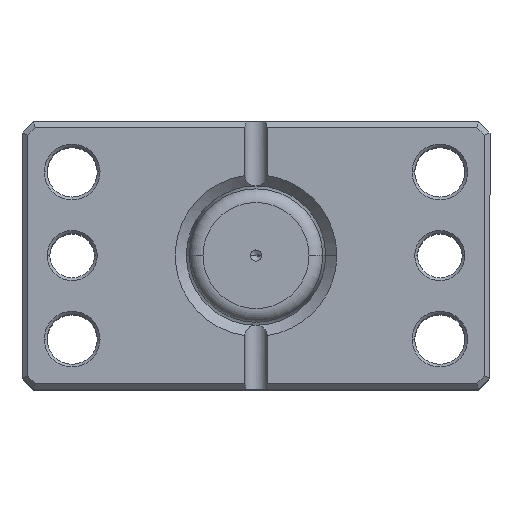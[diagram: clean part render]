
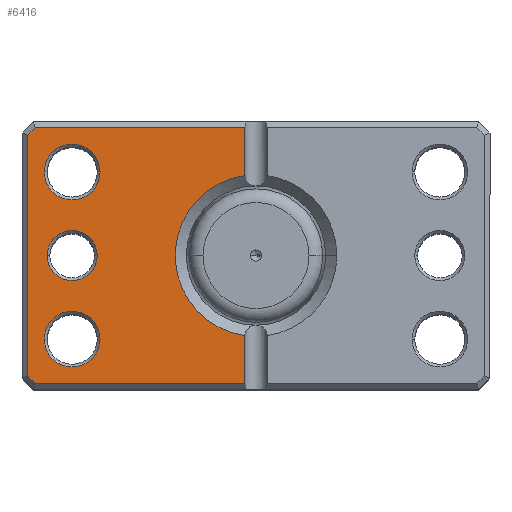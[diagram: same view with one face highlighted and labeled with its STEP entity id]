
A CAD part, top view. The second image highlights one B-rep face of the part: STEP entity #6416.
In plain terms, the highlighted face is planar.
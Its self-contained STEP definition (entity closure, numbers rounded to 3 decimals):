
#69 = EDGE_CURVE ( 'NONE', #4691, #1826, #1106, .T. ) ;
#104 = LINE ( 'NONE', #5644, #3935 ) ;
#129 = CARTESIAN_POINT ( 'NONE',  ( 28., 15., 0. ) ) ;
#254 = CARTESIAN_POINT ( 'NONE',  ( 37.5, 0., 0. ) ) ;
#361 = CARTESIAN_POINT ( 'NONE',  ( 41., 21.586, 0. ) ) ;
#397 = LINE ( 'NONE', #2432, #1799 ) ;
#402 = DIRECTION ( 'NONE',  ( 1., 0., 0. ) ) ;
#449 = VERTEX_POINT ( 'NONE', #6652 ) ;
#491 = ORIENTED_EDGE ( 'NONE', *, *, #5040, .T. ) ;
#538 = EDGE_CURVE ( 'NONE', #548, #449, #599, .T. ) ;
#548 = VERTEX_POINT ( 'NONE', #4995 ) ;
#599 = LINE ( 'NONE', #3669, #4595 ) ;
#725 = FACE_BOUND ( 'NONE', #3728, .T. ) ;
#816 = DIRECTION ( 'NONE',  ( 1., 0., 0. ) ) ;
#827 = ORIENTED_EDGE ( 'NONE', *, *, #3147, .T. ) ;
#858 = DIRECTION ( 'NONE',  ( 0.707, -0.707, 0. ) ) ;
#1026 = AXIS2_PLACEMENT_3D ( 'NONE', #3245, #6512, #2254 ) ;
#1106 = CIRCLE ( 'NONE', #1026, 5. ) ;
#1125 = CIRCLE ( 'NONE', #2713, 5. ) ;
#1299 = VERTEX_POINT ( 'NONE', #2762 ) ;
#1391 = DIRECTION ( 'NONE',  ( 0., 0., 1. ) ) ;
#1422 = CARTESIAN_POINT ( 'NONE',  ( 31.293, 31.293, 0. ) ) ;
#1463 = LINE ( 'NONE', #6261, #2984 ) ;
#1666 = EDGE_CURVE ( 'NONE', #3006, #1299, #1463, .T. ) ;
#1725 = EDGE_LOOP ( 'NONE', ( #5263, #6854, #4321, #491, #827, #6611, #5346, #4255 ) ) ;
#1781 = EDGE_CURVE ( 'NONE', #2480, #2991, #3553, .T. ) ;
#1799 = VECTOR ( 'NONE', #2929, 1000. ) ;
#1826 = VERTEX_POINT ( 'NONE', #129 ) ;
#1841 = DIRECTION ( 'NONE',  ( -1., 0., 0. ) ) ;
#1846 = LINE ( 'NONE', #4022, #2738 ) ;
#1890 = VERTEX_POINT ( 'NONE', #361 ) ;
#1956 = DIRECTION ( 'NONE',  ( 0., -1., 0. ) ) ;
#2110 = DIRECTION ( 'NONE',  ( 0., 0., 1. ) ) ;
#2254 = DIRECTION ( 'NONE',  ( 1., 0., 0. ) ) ;
#2300 = ORIENTED_EDGE ( 'NONE', *, *, #69, .T. ) ;
#2327 = EDGE_CURVE ( 'NONE', #2991, #2480, #1125, .T. ) ;
#2432 = CARTESIAN_POINT ( 'NONE',  ( 31.293, -31.293, 0. ) ) ;
#2438 = CARTESIAN_POINT ( 'NONE',  ( 33., 15., 0. ) ) ;
#2480 = VERTEX_POINT ( 'NONE', #2904 ) ;
#2553 = DIRECTION ( 'NONE',  ( 0., 0., 1. ) ) ;
#2616 = CARTESIAN_POINT ( 'NONE',  ( 33., -15., 0. ) ) ;
#2713 = AXIS2_PLACEMENT_3D ( 'NONE', #4493, #1391, #5032 ) ;
#2718 = CIRCLE ( 'NONE', #5703, 14.5 ) ;
#2738 = VECTOR ( 'NONE', #6342, 1000. ) ;
#2747 = EDGE_CURVE ( 'NONE', #449, #4314, #1846, .T. ) ;
#2762 = CARTESIAN_POINT ( 'NONE',  ( 2., 23., 0. ) ) ;
#2904 = CARTESIAN_POINT ( 'NONE',  ( 38., -15., 0. ) ) ;
#2929 = DIRECTION ( 'NONE',  ( -0.707, -0.707, 0. ) ) ;
#2936 = DIRECTION ( 'NONE',  ( 1., 0., 0. ) ) ;
#2955 = CARTESIAN_POINT ( 'NONE',  ( 41., 0., 0. ) ) ;
#2984 = VECTOR ( 'NONE', #4124, 1000. ) ;
#2991 = VERTEX_POINT ( 'NONE', #6530 ) ;
#3002 = VERTEX_POINT ( 'NONE', #4387 ) ;
#3006 = VERTEX_POINT ( 'NONE', #5469 ) ;
#3147 = EDGE_CURVE ( 'NONE', #3002, #1890, #6054, .T. ) ;
#3245 = CARTESIAN_POINT ( 'NONE',  ( 33., 15., 0. ) ) ;
#3341 = FACE_OUTER_BOUND ( 'NONE', #1725, .T. ) ;
#3350 = ORIENTED_EDGE ( 'NONE', *, *, #3772, .T. ) ;
#3409 = CARTESIAN_POINT ( 'NONE',  ( 0., 0., 0. ) ) ;
#3435 = CIRCLE ( 'NONE', #6057, 5. ) ;
#3507 = AXIS2_PLACEMENT_3D ( 'NONE', #5256, #2110, #5801 ) ;
#3529 = DIRECTION ( 'NONE',  ( 0., 0., 1. ) ) ;
#3553 = CIRCLE ( 'NONE', #6676, 5. ) ;
#3609 = VECTOR ( 'NONE', #1956, 1000. ) ;
#3669 = CARTESIAN_POINT ( 'NONE',  ( 0., -23., 0. ) ) ;
#3728 = EDGE_LOOP ( 'NONE', ( #6443, #5337 ) ) ;
#3772 = EDGE_CURVE ( 'NONE', #1826, #4691, #3435, .T. ) ;
#3928 = DIRECTION ( 'NONE',  ( 0., 0., 1. ) ) ;
#3935 = VECTOR ( 'NONE', #6731, 1000. ) ;
#4022 = CARTESIAN_POINT ( 'NONE',  ( 2., 24., 0. ) ) ;
#4065 = EDGE_CURVE ( 'NONE', #1890, #4349, #5025, .T. ) ;
#4108 = EDGE_LOOP ( 'NONE', ( #4249, #4406 ) ) ;
#4124 = DIRECTION ( 'NONE',  ( 0., 1., 0. ) ) ;
#4249 = ORIENTED_EDGE ( 'NONE', *, *, #2327, .T. ) ;
#4255 = ORIENTED_EDGE ( 'NONE', *, *, #538, .T. ) ;
#4314 = VERTEX_POINT ( 'NONE', #6398 ) ;
#4321 = ORIENTED_EDGE ( 'NONE', *, *, #1666, .T. ) ;
#4349 = VERTEX_POINT ( 'NONE', #5898 ) ;
#4387 = CARTESIAN_POINT ( 'NONE',  ( 39.586, 23., 0. ) ) ;
#4406 = ORIENTED_EDGE ( 'NONE', *, *, #1781, .T. ) ;
#4437 = AXIS2_PLACEMENT_3D ( 'NONE', #3409, #3928, #816 ) ;
#4493 = CARTESIAN_POINT ( 'NONE',  ( 33., -15., 0. ) ) ;
#4579 = CIRCLE ( 'NONE', #6166, 4.5 ) ;
#4595 = VECTOR ( 'NONE', #1841, 1000. ) ;
#4610 = VECTOR ( 'NONE', #858, 1000. ) ;
#4691 = VERTEX_POINT ( 'NONE', #5340 ) ;
#4754 = FACE_BOUND ( 'NONE', #4108, .T. ) ;
#4995 = CARTESIAN_POINT ( 'NONE',  ( 39.586, -23., 0. ) ) ;
#4998 = CIRCLE ( 'NONE', #3507, 4.5 ) ;
#5011 = CARTESIAN_POINT ( 'NONE',  ( 28.5, 0., 0. ) ) ;
#5025 = LINE ( 'NONE', #2955, #3609 ) ;
#5032 = DIRECTION ( 'NONE',  ( 1., 0., 0. ) ) ;
#5040 = EDGE_CURVE ( 'NONE', #1299, #3002, #104, .T. ) ;
#5256 = CARTESIAN_POINT ( 'NONE',  ( 33., 0., 0. ) ) ;
#5263 = ORIENTED_EDGE ( 'NONE', *, *, #2747, .T. ) ;
#5337 = ORIENTED_EDGE ( 'NONE', *, *, #5942, .T. ) ;
#5340 = CARTESIAN_POINT ( 'NONE',  ( 38., 15., 0. ) ) ;
#5346 = ORIENTED_EDGE ( 'NONE', *, *, #6457, .T. ) ;
#5367 = DIRECTION ( 'NONE',  ( 0., 0., 1. ) ) ;
#5438 = EDGE_CURVE ( 'NONE', #4314, #3006, #2718, .T. ) ;
#5469 = CARTESIAN_POINT ( 'NONE',  ( 2., 14.361, 0. ) ) ;
#5644 = CARTESIAN_POINT ( 'NONE',  ( 0., 23., 0. ) ) ;
#5703 = AXIS2_PLACEMENT_3D ( 'NONE', #5710, #2553, #6262 ) ;
#5710 = CARTESIAN_POINT ( 'NONE',  ( 0., 0., 0. ) ) ;
#5735 = EDGE_LOOP ( 'NONE', ( #3350, #2300 ) ) ;
#5801 = DIRECTION ( 'NONE',  ( 1., 0., 0. ) ) ;
#5823 = VERTEX_POINT ( 'NONE', #5011 ) ;
#5898 = CARTESIAN_POINT ( 'NONE',  ( 41., -21.586, 0. ) ) ;
#5942 = EDGE_CURVE ( 'NONE', #6401, #5823, #4579, .T. ) ;
#6054 = LINE ( 'NONE', #1422, #4610 ) ;
#6057 = AXIS2_PLACEMENT_3D ( 'NONE', #2438, #6127, #2936 ) ;
#6101 = EDGE_CURVE ( 'NONE', #5823, #6401, #4998, .T. ) ;
#6127 = DIRECTION ( 'NONE',  ( 0., 0., 1. ) ) ;
#6166 = AXIS2_PLACEMENT_3D ( 'NONE', #6743, #3529, #402 ) ;
#6261 = CARTESIAN_POINT ( 'NONE',  ( 2., 24., 0. ) ) ;
#6262 = DIRECTION ( 'NONE',  ( 1., 0., 0. ) ) ;
#6342 = DIRECTION ( 'NONE',  ( 0., 1., 0. ) ) ;
#6362 = FACE_BOUND ( 'NONE', #5735, .T. ) ;
#6398 = CARTESIAN_POINT ( 'NONE',  ( 2., -14.361, 0. ) ) ;
#6401 = VERTEX_POINT ( 'NONE', #254 ) ;
#6403 = DIRECTION ( 'NONE',  ( 1., 0., 0. ) ) ;
#6416 = ADVANCED_FACE ( 'NONE', ( #725, #4754, #6362, #3341 ), #6614, .F. ) ;
#6443 = ORIENTED_EDGE ( 'NONE', *, *, #6101, .T. ) ;
#6457 = EDGE_CURVE ( 'NONE', #4349, #548, #397, .T. ) ;
#6512 = DIRECTION ( 'NONE',  ( 0., 0., 1. ) ) ;
#6530 = CARTESIAN_POINT ( 'NONE',  ( 28., -15., 0. ) ) ;
#6611 = ORIENTED_EDGE ( 'NONE', *, *, #4065, .T. ) ;
#6614 = PLANE ( 'NONE',  #4437 ) ;
#6652 = CARTESIAN_POINT ( 'NONE',  ( 2., -23., 0. ) ) ;
#6676 = AXIS2_PLACEMENT_3D ( 'NONE', #2616, #5367, #6403 ) ;
#6731 = DIRECTION ( 'NONE',  ( 1., 0., 0. ) ) ;
#6743 = CARTESIAN_POINT ( 'NONE',  ( 33., 0., 0. ) ) ;
#6854 = ORIENTED_EDGE ( 'NONE', *, *, #5438, .T. ) ;
